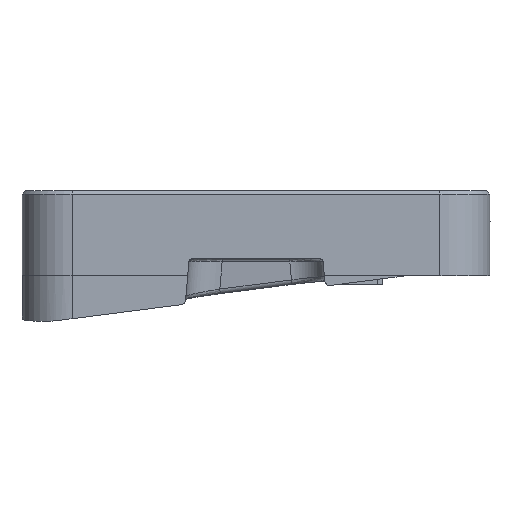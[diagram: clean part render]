
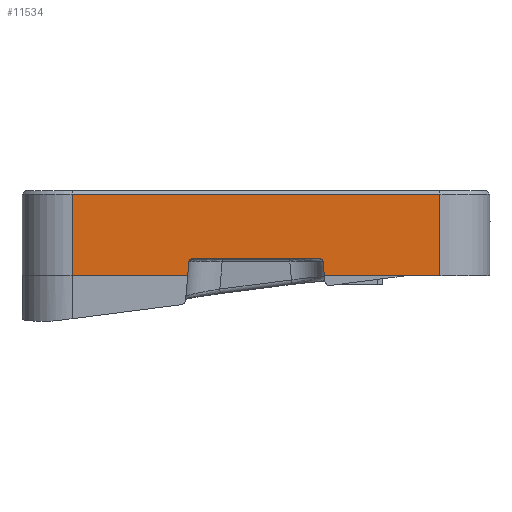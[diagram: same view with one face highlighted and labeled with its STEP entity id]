
A CAD part, left-side view. The second image highlights one B-rep face of the part: STEP entity #11534.
In plain terms, the highlighted planar face has unit normal (-1, 0, 0).
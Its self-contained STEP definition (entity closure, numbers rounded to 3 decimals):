
#501=DIRECTION('',(0.,1.,0.));
#502=VECTOR('',#501,220.);
#503=CARTESIAN_POINT('',(-245.,-110.,97.863));
#504=LINE('',#503,#502);
#820=DIRECTION('',(0.,-1.,0.));
#821=VECTOR('',#820,21.05);
#822=CARTESIAN_POINT('',(-245.,-88.95,48.863));
#823=LINE('',#822,#821);
#2973=DIRECTION('',(0.,-1.,0.));
#2974=VECTOR('',#2973,69.139);
#2975=CARTESIAN_POINT('',(-245.,110.,49.363));
#2976=LINE('',#2975,#2974);
#2989=DIRECTION('',(0.,-1.,0.));
#2990=VECTOR('',#2989,48.088);
#2991=CARTESIAN_POINT('',(-245.,-40.861,49.363));
#2992=LINE('',#2991,#2990);
#3026=CARTESIAN_POINT('',(-245.,38.18,57.063));
#3027=DIRECTION('',(1.,0.,0.));
#3028=DIRECTION('',(0.,0.996,0.087));
#3029=AXIS2_PLACEMENT_3D('',#3026,#3027,#3028);
#3046=CARTESIAN_POINT('',(-245.,-38.18,57.063));
#3047=DIRECTION('',(1.,0.,0.));
#3048=DIRECTION('',(0.,0.,1.));
#3049=AXIS2_PLACEMENT_3D('',#3046,#3047,#3048);
#3063=DIRECTION('',(0.,0.,1.));
#3064=VECTOR('',#3063,0.5);
#3065=CARTESIAN_POINT('',(-245.,-88.95,48.863));
#3066=LINE('',#3065,#3064);
#3067=DIRECTION('',(0.,0.087,0.996));
#3068=VECTOR('',#3067,7.904);
#3069=CARTESIAN_POINT('',(-245.,-40.861,49.363));
#3070=LINE('',#3069,#3068);
#3071=DIRECTION('',(0.,1.,0.));
#3072=VECTOR('',#3071,76.36);
#3073=CARTESIAN_POINT('',(-245.,-38.18,59.063));
#3074=LINE('',#3073,#3072);
#3075=DIRECTION('',(0.,-0.087,0.996));
#3076=VECTOR('',#3075,7.904);
#3077=CARTESIAN_POINT('',(-245.,40.861,49.363));
#3078=LINE('',#3077,#3076);
#3083=DIRECTION('',(0.,0.,1.));
#3084=VECTOR('',#3083,49.);
#3085=CARTESIAN_POINT('',(-245.,-110.,48.863));
#3086=LINE('',#3085,#3084);
#3671=DIRECTION('',(0.,0.,-1.));
#3672=VECTOR('',#3671,48.5);
#3673=CARTESIAN_POINT('',(-245.,110.,97.863));
#3674=LINE('',#3673,#3672);
#5582=CARTESIAN_POINT('',(-245.,110.,49.363));
#5584=VERTEX_POINT('',#5582);
#5656=CARTESIAN_POINT('',(-245.,-110.,97.863));
#5657=VERTEX_POINT('',#5656);
#5660=CARTESIAN_POINT('',(-245.,110.,97.863));
#5661=VERTEX_POINT('',#5660);
#5830=CARTESIAN_POINT('',(-245.,-40.861,49.363));
#5832=VERTEX_POINT('',#5830);
#5834=CARTESIAN_POINT('',(-245.,40.861,49.363));
#5836=VERTEX_POINT('',#5834);
#5899=CARTESIAN_POINT('',(-245.,38.18,59.063));
#5901=VERTEX_POINT('',#5899);
#5903=CARTESIAN_POINT('',(-245.,40.172,57.238));
#5905=VERTEX_POINT('',#5903);
#5914=CARTESIAN_POINT('',(-245.,-40.172,57.238));
#5915=VERTEX_POINT('',#5914);
#5916=CARTESIAN_POINT('',(-245.,-38.18,59.063));
#5917=VERTEX_POINT('',#5916);
#5918=CARTESIAN_POINT('',(-245.,-88.95,48.863));
#5919=CARTESIAN_POINT('',(-245.,-110.,48.863));
#5920=VERTEX_POINT('',#5918);
#5921=VERTEX_POINT('',#5919);
#5931=CARTESIAN_POINT('',(-245.,-88.95,49.363));
#5933=VERTEX_POINT('',#5931);
#11512=CARTESIAN_POINT('',(-245.,-59.4,72.));
#11513=DIRECTION('',(1.,0.,0.));
#11514=DIRECTION('',(0.,0.,-1.));
#11515=AXIS2_PLACEMENT_3D('',#11512,#11513,#11514);
#11516=PLANE('',#11515);
#11518=ORIENTED_EDGE('',*,*,#11517,.F.);
#11519=ORIENTED_EDGE('',*,*,#7664,.F.);
#11521=ORIENTED_EDGE('',*,*,#11520,.T.);
#11522=ORIENTED_EDGE('',*,*,#11283,.F.);
#11523=ORIENTED_EDGE('',*,*,#11500,.T.);
#11524=ORIENTED_EDGE('',*,*,#11489,.F.);
#11525=ORIENTED_EDGE('',*,*,#11203,.T.);
#11526=ORIENTED_EDGE('',*,*,#11329,.F.);
#11527=ORIENTED_EDGE('',*,*,#11315,.F.);
#11528=ORIENTED_EDGE('',*,*,#11267,.F.);
#11530=ORIENTED_EDGE('',*,*,#11529,.F.);
#11531=ORIENTED_EDGE('',*,*,#6944,.F.);
#11532=EDGE_LOOP('',(#11518,#11519,#11521,#11522,#11523,#11524,#11525,#11526,
#11527,#11528,#11530,#11531));
#11533=FACE_OUTER_BOUND('',#11532,.F.);
#11534=ADVANCED_FACE('',(#11533),#11516,.F.);
#3030=CIRCLE('',#3029,2.);
#3050=CIRCLE('',#3049,2.);
#6944=EDGE_CURVE('',#5657,#5661,#504,.T.);
#7664=EDGE_CURVE('',#5920,#5921,#823,.T.);
#11203=EDGE_CURVE('',#5917,#5901,#3074,.T.);
#11267=EDGE_CURVE('',#5584,#5836,#2976,.T.);
#11283=EDGE_CURVE('',#5832,#5933,#2992,.T.);
#11315=EDGE_CURVE('',#5836,#5905,#3078,.T.);
#11329=EDGE_CURVE('',#5905,#5901,#3030,.T.);
#11489=EDGE_CURVE('',#5917,#5915,#3050,.T.);
#11500=EDGE_CURVE('',#5832,#5915,#3070,.T.);
#11517=EDGE_CURVE('',#5921,#5657,#3086,.T.);
#11520=EDGE_CURVE('',#5920,#5933,#3066,.T.);
#11529=EDGE_CURVE('',#5661,#5584,#3674,.T.);
